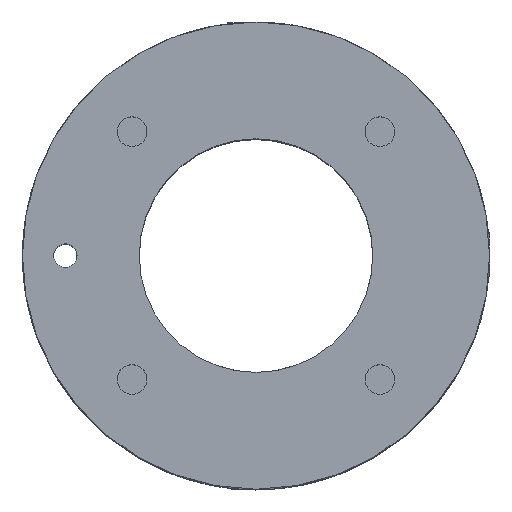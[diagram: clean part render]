
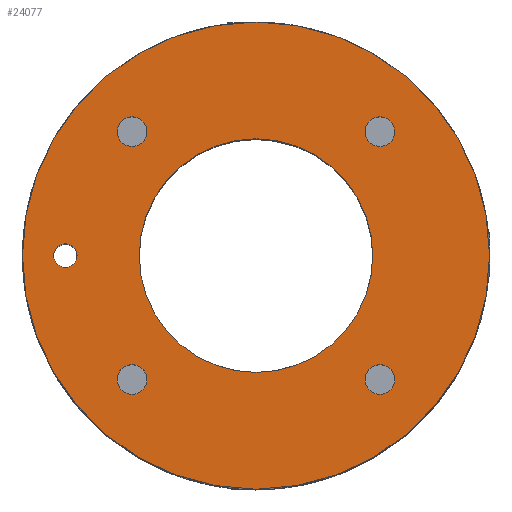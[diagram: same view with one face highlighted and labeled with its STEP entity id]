
A CAD part, top view. The second image highlights one B-rep face of the part: STEP entity #24077.
In plain terms, the highlighted planar face has unit normal (0, 0, 1).
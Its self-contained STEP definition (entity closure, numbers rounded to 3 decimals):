
#118 = VERTEX_POINT ( 'NONE', #14082 ) ;
#291 = AXIS2_PLACEMENT_3D ( 'NONE', #27476, #13289, #29890 ) ;
#363 = VERTEX_POINT ( 'NONE', #17192 ) ;
#550 = AXIS2_PLACEMENT_3D ( 'NONE', #21649, #7497, #24045 ) ;
#605 = CARTESIAN_POINT ( 'NONE',  ( 0., 0., 12.07 ) ) ;
#623 = FACE_OUTER_BOUND ( 'NONE', #8188, .T. ) ;
#744 = AXIS2_PLACEMENT_3D ( 'NONE', #27886, #13690, #30302 ) ;
#781 = DIRECTION ( 'NONE',  ( 0., 0., 1. ) ) ;
#897 = CARTESIAN_POINT ( 'NONE',  ( 18.86, 16.84, 12.07 ) ) ;
#1329 = CIRCLE ( 'NONE', #27544, 2.019 ) ;
#1331 = DIRECTION ( 'NONE',  ( 1., 0., 0. ) ) ;
#1445 = DIRECTION ( 'NONE',  ( 1., 0., 0. ) ) ;
#1562 = DIRECTION ( 'NONE',  ( 0., 0., 1. ) ) ;
#1832 = DIRECTION ( 'NONE',  ( 1., 0., 0. ) ) ;
#1954 = ORIENTED_EDGE ( 'NONE', *, *, #1986, .F. ) ;
#1986 = EDGE_CURVE ( 'NONE', #21368, #23393, #8208, .T. ) ;
#3011 = DIRECTION ( 'NONE',  ( 1., 0., 0. ) ) ;
#3064 = VERTEX_POINT ( 'NONE', #3732 ) ;
#3217 = CARTESIAN_POINT ( 'NONE',  ( 14.821, -16.841, 12.07 ) ) ;
#3639 = EDGE_LOOP ( 'NONE', ( #1954, #16765 ) ) ;
#3732 = CARTESIAN_POINT ( 'NONE',  ( -24.32, 0.001, 12.07 ) ) ;
#3842 = ORIENTED_EDGE ( 'NONE', *, *, #16298, .F. ) ;
#3898 = EDGE_CURVE ( 'NONE', #18347, #10028, #26630, .T. ) ;
#4011 = CIRCLE ( 'NONE', #550, 1.587 ) ;
#4476 = EDGE_CURVE ( 'NONE', #30666, #20809, #9217, .T. ) ;
#4713 = CARTESIAN_POINT ( 'NONE',  ( 0., 0., 12.07 ) ) ;
#4947 = AXIS2_PLACEMENT_3D ( 'NONE', #29885, #15640, #1445 ) ;
#5140 = EDGE_CURVE ( 'NONE', #363, #12071, #10693, .T. ) ;
#5840 = EDGE_CURVE ( 'NONE', #3064, #29822, #4011, .T. ) ;
#6173 = CARTESIAN_POINT ( 'NONE',  ( 18.859, -16.841, 12.07 ) ) ;
#6322 = ORIENTED_EDGE ( 'NONE', *, *, #3898, .F. ) ;
#6330 = CARTESIAN_POINT ( 'NONE',  ( -15.875, 0., 12.07 ) ) ;
#6502 = AXIS2_PLACEMENT_3D ( 'NONE', #12945, #29530, #15299 ) ;
#6751 = ORIENTED_EDGE ( 'NONE', *, *, #20762, .F. ) ;
#6796 = EDGE_CURVE ( 'NONE', #29822, #3064, #21739, .T. ) ;
#6974 = FACE_BOUND ( 'NONE', #26596, .T. ) ;
#7078 = DIRECTION ( 'NONE',  ( 1., 0., 0. ) ) ;
#7497 = DIRECTION ( 'NONE',  ( 0., 0., 1. ) ) ;
#7857 = ORIENTED_EDGE ( 'NONE', *, *, #28029, .F. ) ;
#8188 = EDGE_LOOP ( 'NONE', ( #21276, #25507 ) ) ;
#8197 = VERTEX_POINT ( 'NONE', #30657 ) ;
#8208 = CIRCLE ( 'NONE', #23910, 15.875 ) ;
#8325 = AXIS2_PLACEMENT_3D ( 'NONE', #29768, #15529, #1331 ) ;
#8369 = AXIS2_PLACEMENT_3D ( 'NONE', #605, #17195, #3011 ) ;
#8571 = EDGE_CURVE ( 'NONE', #20809, #30666, #16835, .T. ) ;
#8743 = EDGE_LOOP ( 'NONE', ( #3842, #26936 ) ) ;
#8806 = DIRECTION ( 'NONE',  ( 0., 0., 1. ) ) ;
#9217 = CIRCLE ( 'NONE', #19566, 31.75 ) ;
#9567 = AXIS2_PLACEMENT_3D ( 'NONE', #15756, #1562, #18133 ) ;
#9599 = VERTEX_POINT ( 'NONE', #15871 ) ;
#10028 = VERTEX_POINT ( 'NONE', #6173 ) ;
#10693 = CIRCLE ( 'NONE', #744, 2.019 ) ;
#11598 = CIRCLE ( 'NONE', #24126, 2.019 ) ;
#11955 = DIRECTION ( 'NONE',  ( 0., 0., 1. ) ) ;
#12071 = VERTEX_POINT ( 'NONE', #15684 ) ;
#12519 = FACE_BOUND ( 'NONE', #8743, .T. ) ;
#12945 = CARTESIAN_POINT ( 'NONE',  ( 16.84, -16.841, 12.07 ) ) ;
#13260 = FACE_BOUND ( 'NONE', #15834, .T. ) ;
#13289 = DIRECTION ( 'NONE',  ( 0., 0., 1. ) ) ;
#13411 = EDGE_CURVE ( 'NONE', #23393, #21368, #13704, .T. ) ;
#13690 = DIRECTION ( 'NONE',  ( 0., 0., 1. ) ) ;
#13704 = CIRCLE ( 'NONE', #9567, 15.875 ) ;
#13782 = CARTESIAN_POINT ( 'NONE',  ( 16.841, 16.84, 12.07 ) ) ;
#13927 = DIRECTION ( 'NONE',  ( 0., 0., 1. ) ) ;
#13991 = FACE_BOUND ( 'NONE', #3639, .T. ) ;
#14082 = CARTESIAN_POINT ( 'NONE',  ( -14.821, -16.84, 12.07 ) ) ;
#14655 = EDGE_CURVE ( 'NONE', #25761, #9599, #28489, .T. ) ;
#14983 = CARTESIAN_POINT ( 'NONE',  ( 0., 0., 12.07 ) ) ;
#15299 = DIRECTION ( 'NONE',  ( 1., 0., 0. ) ) ;
#15529 = DIRECTION ( 'NONE',  ( 0., 0., 1. ) ) ;
#15640 = DIRECTION ( 'NONE',  ( 0., 0., 1. ) ) ;
#15684 = CARTESIAN_POINT ( 'NONE',  ( -18.859, 16.841, 12.07 ) ) ;
#15756 = CARTESIAN_POINT ( 'NONE',  ( 0., 0., 12.07 ) ) ;
#15829 = CARTESIAN_POINT ( 'NONE',  ( -31.75, 0., 12.07 ) ) ;
#15834 = EDGE_LOOP ( 'NONE', ( #6322, #26716 ) ) ;
#15871 = CARTESIAN_POINT ( 'NONE',  ( 14.821, 16.84, 12.07 ) ) ;
#15926 = ORIENTED_EDGE ( 'NONE', *, *, #16947, .F. ) ;
#16021 = DIRECTION ( 'NONE',  ( 0., 0., 1. ) ) ;
#16150 = DIRECTION ( 'NONE',  ( 1., 0., 0. ) ) ;
#16298 = EDGE_CURVE ( 'NONE', #9599, #25761, #1329, .T. ) ;
#16765 = ORIENTED_EDGE ( 'NONE', *, *, #13411, .F. ) ;
#16835 = CIRCLE ( 'NONE', #20717, 31.75 ) ;
#16947 = EDGE_CURVE ( 'NONE', #118, #8197, #25769, .T. ) ;
#17192 = CARTESIAN_POINT ( 'NONE',  ( -14.821, 16.841, 12.07 ) ) ;
#17195 = DIRECTION ( 'NONE',  ( 0., 0., 1. ) ) ;
#17360 = DIRECTION ( 'NONE',  ( 1., 0., 0. ) ) ;
#17465 = CARTESIAN_POINT ( 'NONE',  ( -27.495, 0.001, 12.07 ) ) ;
#18133 = DIRECTION ( 'NONE',  ( 1., 0., 0. ) ) ;
#18347 = VERTEX_POINT ( 'NONE', #3217 ) ;
#18794 = FACE_BOUND ( 'NONE', #26738, .T. ) ;
#19438 = AXIS2_PLACEMENT_3D ( 'NONE', #26126, #11955, #28524 ) ;
#19466 = PLANE ( 'NONE',  #8369 ) ;
#19566 = AXIS2_PLACEMENT_3D ( 'NONE', #14983, #781, #17360 ) ;
#20717 = AXIS2_PLACEMENT_3D ( 'NONE', #28136, #13927, #30545 ) ;
#20762 = EDGE_CURVE ( 'NONE', #12071, #363, #28235, .T. ) ;
#20809 = VERTEX_POINT ( 'NONE', #27724 ) ;
#21219 = DIRECTION ( 'NONE',  ( 0., 0., 1. ) ) ;
#21276 = ORIENTED_EDGE ( 'NONE', *, *, #4476, .T. ) ;
#21368 = VERTEX_POINT ( 'NONE', #6330 ) ;
#21528 = ORIENTED_EDGE ( 'NONE', *, *, #5140, .F. ) ;
#21649 = CARTESIAN_POINT ( 'NONE',  ( -25.908, 0.001, 12.07 ) ) ;
#21739 = CIRCLE ( 'NONE', #19438, 1.587 ) ;
#22075 = AXIS2_PLACEMENT_3D ( 'NONE', #22960, #8806, #25337 ) ;
#22960 = CARTESIAN_POINT ( 'NONE',  ( -16.84, 16.841, 12.07 ) ) ;
#23254 = CARTESIAN_POINT ( 'NONE',  ( 15.875, 0., 12.07 ) ) ;
#23393 = VERTEX_POINT ( 'NONE', #23254 ) ;
#23910 = AXIS2_PLACEMENT_3D ( 'NONE', #4713, #21219, #7078 ) ;
#24045 = DIRECTION ( 'NONE',  ( 1., 0., 0. ) ) ;
#24077 = ADVANCED_FACE ( 'NONE', ( #6974, #13260, #13991, #623, #25106, #18794, #12519 ), #19466, .T. ) ;
#24126 = AXIS2_PLACEMENT_3D ( 'NONE', #30267, #16021, #1832 ) ;
#24698 = ORIENTED_EDGE ( 'NONE', *, *, #5840, .F. ) ;
#25106 = FACE_BOUND ( 'NONE', #29849, .T. ) ;
#25337 = DIRECTION ( 'NONE',  ( 1., 0., 0. ) ) ;
#25507 = ORIENTED_EDGE ( 'NONE', *, *, #8571, .T. ) ;
#25761 = VERTEX_POINT ( 'NONE', #897 ) ;
#25769 = CIRCLE ( 'NONE', #8325, 2.019 ) ;
#26126 = CARTESIAN_POINT ( 'NONE',  ( -25.908, 0.001, 12.07 ) ) ;
#26563 = ORIENTED_EDGE ( 'NONE', *, *, #6796, .F. ) ;
#26596 = EDGE_LOOP ( 'NONE', ( #26563, #24698 ) ) ;
#26630 = CIRCLE ( 'NONE', #6502, 2.019 ) ;
#26716 = ORIENTED_EDGE ( 'NONE', *, *, #30620, .F. ) ;
#26738 = EDGE_LOOP ( 'NONE', ( #6751, #21528 ) ) ;
#26936 = ORIENTED_EDGE ( 'NONE', *, *, #14655, .F. ) ;
#27476 = CARTESIAN_POINT ( 'NONE',  ( 16.841, 16.84, 12.07 ) ) ;
#27544 = AXIS2_PLACEMENT_3D ( 'NONE', #13782, #30398, #16150 ) ;
#27560 = CIRCLE ( 'NONE', #4947, 2.019 ) ;
#27724 = CARTESIAN_POINT ( 'NONE',  ( 31.75, 0., 12.07 ) ) ;
#27886 = CARTESIAN_POINT ( 'NONE',  ( -16.84, 16.841, 12.07 ) ) ;
#28029 = EDGE_CURVE ( 'NONE', #8197, #118, #11598, .T. ) ;
#28136 = CARTESIAN_POINT ( 'NONE',  ( 0., 0., 12.07 ) ) ;
#28235 = CIRCLE ( 'NONE', #22075, 2.019 ) ;
#28489 = CIRCLE ( 'NONE', #291, 2.019 ) ;
#28524 = DIRECTION ( 'NONE',  ( 1., 0., 0. ) ) ;
#29530 = DIRECTION ( 'NONE',  ( 0., 0., 1. ) ) ;
#29768 = CARTESIAN_POINT ( 'NONE',  ( -16.841, -16.84, 12.07 ) ) ;
#29822 = VERTEX_POINT ( 'NONE', #17465 ) ;
#29849 = EDGE_LOOP ( 'NONE', ( #7857, #15926 ) ) ;
#29885 = CARTESIAN_POINT ( 'NONE',  ( 16.84, -16.841, 12.07 ) ) ;
#29890 = DIRECTION ( 'NONE',  ( 1., 0., 0. ) ) ;
#30267 = CARTESIAN_POINT ( 'NONE',  ( -16.841, -16.84, 12.07 ) ) ;
#30302 = DIRECTION ( 'NONE',  ( 1., 0., 0. ) ) ;
#30398 = DIRECTION ( 'NONE',  ( 0., 0., 1. ) ) ;
#30545 = DIRECTION ( 'NONE',  ( 1., 0., 0. ) ) ;
#30620 = EDGE_CURVE ( 'NONE', #10028, #18347, #27560, .T. ) ;
#30657 = CARTESIAN_POINT ( 'NONE',  ( -18.86, -16.84, 12.07 ) ) ;
#30666 = VERTEX_POINT ( 'NONE', #15829 ) ;
